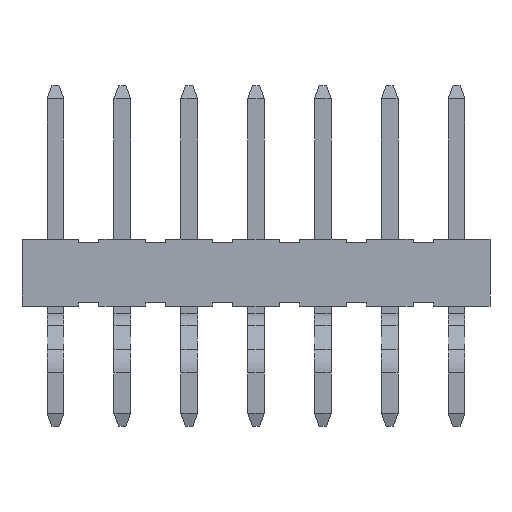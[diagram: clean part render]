
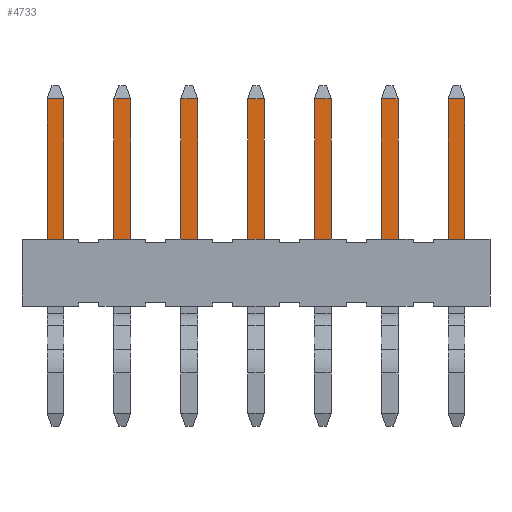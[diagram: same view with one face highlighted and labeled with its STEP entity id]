
A CAD part, front view. The second image highlights one B-rep face of the part: STEP entity #4733.
In plain terms, the highlighted face is planar.
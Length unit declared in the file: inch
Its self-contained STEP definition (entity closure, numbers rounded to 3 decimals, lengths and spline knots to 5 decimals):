
#628=ORIENTED_EDGE('',*,*,#1764,.F.);
#629=ORIENTED_EDGE('',*,*,#1765,.F.);
#630=ORIENTED_EDGE('',*,*,#1766,.T.);
#631=ORIENTED_EDGE('',*,*,#1767,.T.);
#632=ORIENTED_EDGE('',*,*,#1768,.T.);
#633=ORIENTED_EDGE('',*,*,#1769,.T.);
#634=ORIENTED_EDGE('',*,*,#1770,.T.);
#635=ORIENTED_EDGE('',*,*,#1771,.T.);
#636=ORIENTED_EDGE('',*,*,#1772,.T.);
#637=ORIENTED_EDGE('',*,*,#1773,.T.);
#638=ORIENTED_EDGE('',*,*,#1774,.T.);
#639=ORIENTED_EDGE('',*,*,#1775,.T.);
#640=ORIENTED_EDGE('',*,*,#1776,.T.);
#641=ORIENTED_EDGE('',*,*,#1777,.T.);
#642=ORIENTED_EDGE('',*,*,#1778,.T.);
#643=ORIENTED_EDGE('',*,*,#1779,.T.);
#644=ORIENTED_EDGE('',*,*,#1780,.T.);
#645=ORIENTED_EDGE('',*,*,#1781,.T.);
#646=ORIENTED_EDGE('',*,*,#1782,.T.);
#647=ORIENTED_EDGE('',*,*,#1783,.T.);
#648=ORIENTED_EDGE('',*,*,#1784,.T.);
#649=ORIENTED_EDGE('',*,*,#1785,.T.);
#650=ORIENTED_EDGE('',*,*,#1786,.T.);
#651=ORIENTED_EDGE('',*,*,#1787,.T.);
#652=ORIENTED_EDGE('',*,*,#1788,.T.);
#653=ORIENTED_EDGE('',*,*,#1789,.T.);
#654=ORIENTED_EDGE('',*,*,#1790,.T.);
#655=ORIENTED_EDGE('',*,*,#1791,.T.);
#1764=EDGE_CURVE('',#2372,#2373,#2892,.T.);
#1765=EDGE_CURVE('',#2374,#2372,#2893,.T.);
#1766=EDGE_CURVE('',#2374,#2375,#2894,.T.);
#1767=EDGE_CURVE('',#2375,#2376,#2895,.T.);
#1768=EDGE_CURVE('',#2376,#2377,#2896,.T.);
#1769=EDGE_CURVE('',#2377,#2378,#2897,.T.);
#1770=EDGE_CURVE('',#2378,#2379,#2898,.T.);
#1771=EDGE_CURVE('',#2379,#2380,#2899,.T.);
#1772=EDGE_CURVE('',#2380,#2381,#2900,.T.);
#1773=EDGE_CURVE('',#2381,#2382,#2901,.T.);
#1774=EDGE_CURVE('',#2382,#2383,#2902,.T.);
#1775=EDGE_CURVE('',#2383,#2384,#2903,.T.);
#1776=EDGE_CURVE('',#2384,#2385,#2904,.T.);
#1777=EDGE_CURVE('',#2385,#2386,#2905,.T.);
#1778=EDGE_CURVE('',#2386,#2387,#2906,.T.);
#1779=EDGE_CURVE('',#2387,#2388,#2907,.T.);
#1780=EDGE_CURVE('',#2388,#2389,#2908,.T.);
#1781=EDGE_CURVE('',#2389,#2390,#2909,.T.);
#1782=EDGE_CURVE('',#2390,#2391,#2910,.T.);
#1783=EDGE_CURVE('',#2391,#2392,#2911,.T.);
#1784=EDGE_CURVE('',#2392,#2393,#2912,.T.);
#1785=EDGE_CURVE('',#2393,#2394,#2913,.T.);
#1786=EDGE_CURVE('',#2394,#2395,#2914,.T.);
#1787=EDGE_CURVE('',#2395,#2396,#2915,.T.);
#1788=EDGE_CURVE('',#2396,#2397,#2916,.T.);
#1789=EDGE_CURVE('',#2397,#2398,#2917,.T.);
#1790=EDGE_CURVE('',#2398,#2399,#2918,.T.);
#1791=EDGE_CURVE('',#2399,#2373,#2919,.T.);
#2372=VERTEX_POINT('',#7059);
#2373=VERTEX_POINT('',#7060);
#2374=VERTEX_POINT('',#7062);
#2375=VERTEX_POINT('',#7064);
#2376=VERTEX_POINT('',#7066);
#2377=VERTEX_POINT('',#7068);
#2378=VERTEX_POINT('',#7070);
#2379=VERTEX_POINT('',#7072);
#2380=VERTEX_POINT('',#7074);
#2381=VERTEX_POINT('',#7076);
#2382=VERTEX_POINT('',#7078);
#2383=VERTEX_POINT('',#7080);
#2384=VERTEX_POINT('',#7082);
#2385=VERTEX_POINT('',#7084);
#2386=VERTEX_POINT('',#7086);
#2387=VERTEX_POINT('',#7088);
#2388=VERTEX_POINT('',#7090);
#2389=VERTEX_POINT('',#7092);
#2390=VERTEX_POINT('',#7094);
#2391=VERTEX_POINT('',#7096);
#2392=VERTEX_POINT('',#7098);
#2393=VERTEX_POINT('',#7100);
#2394=VERTEX_POINT('',#7102);
#2395=VERTEX_POINT('',#7104);
#2396=VERTEX_POINT('',#7106);
#2397=VERTEX_POINT('',#7108);
#2398=VERTEX_POINT('',#7110);
#2399=VERTEX_POINT('',#7112);
#2892=LINE('',#7058,#3524);
#2893=LINE('',#7061,#3525);
#2894=LINE('',#7063,#3526);
#2895=LINE('',#7065,#3527);
#2896=LINE('',#7067,#3528);
#2897=LINE('',#7069,#3529);
#2898=LINE('',#7071,#3530);
#2899=LINE('',#7073,#3531);
#2900=LINE('',#7075,#3532);
#2901=LINE('',#7077,#3533);
#2902=LINE('',#7079,#3534);
#2903=LINE('',#7081,#3535);
#2904=LINE('',#7083,#3536);
#2905=LINE('',#7085,#3537);
#2906=LINE('',#7087,#3538);
#2907=LINE('',#7089,#3539);
#2908=LINE('',#7091,#3540);
#2909=LINE('',#7093,#3541);
#2910=LINE('',#7095,#3542);
#2911=LINE('',#7097,#3543);
#2912=LINE('',#7099,#3544);
#2913=LINE('',#7101,#3545);
#2914=LINE('',#7103,#3546);
#2915=LINE('',#7105,#3547);
#2916=LINE('',#7107,#3548);
#2917=LINE('',#7109,#3549);
#2918=LINE('',#7111,#3550);
#2919=LINE('',#7113,#3551);
#3524=VECTOR('',#5696,39.37008);
#3525=VECTOR('',#5697,39.37008);
#3526=VECTOR('',#5698,39.37008);
#3527=VECTOR('',#5699,39.37008);
#3528=VECTOR('',#5700,39.37008);
#3529=VECTOR('',#5701,39.37008);
#3530=VECTOR('',#5702,39.37008);
#3531=VECTOR('',#5703,39.37008);
#3532=VECTOR('',#5704,39.37008);
#3533=VECTOR('',#5705,39.37008);
#3534=VECTOR('',#5706,39.37008);
#3535=VECTOR('',#5707,39.37008);
#3536=VECTOR('',#5708,39.37008);
#3537=VECTOR('',#5709,39.37008);
#3538=VECTOR('',#5710,39.37008);
#3539=VECTOR('',#5711,39.37008);
#3540=VECTOR('',#5712,39.37008);
#3541=VECTOR('',#5713,39.37008);
#3542=VECTOR('',#5714,39.37008);
#3543=VECTOR('',#5715,39.37008);
#3544=VECTOR('',#5716,39.37008);
#3545=VECTOR('',#5717,39.37008);
#3546=VECTOR('',#5718,39.37008);
#3547=VECTOR('',#5719,39.37008);
#3548=VECTOR('',#5720,39.37008);
#3549=VECTOR('',#5721,39.37008);
#3550=VECTOR('',#5722,39.37008);
#3551=VECTOR('',#5723,39.37008);
#3985=EDGE_LOOP('',(#628,#629,#630,#631,#632,#633,#634,#635,#636,#637,#638,
#639,#640,#641,#642,#643,#644,#645,#646,#647,#648,#649,#650,#651,#652,#653,
#654,#655));
#4253=FACE_BOUND('',#3985,.T.);
#4507=PLANE('',#5027);
#4733=ADVANCED_FACE('',(#4253),#4507,.F.);
#5027=AXIS2_PLACEMENT_3D('',#7057,#5694,#5695);
#5694=DIRECTION('',(0.,0.,-1.));
#5695=DIRECTION('',(-1.,0.,0.));
#5696=DIRECTION('',(-1.,0.,0.));
#5697=DIRECTION('',(0.,-1.,0.));
#5698=DIRECTION('',(-1.,0.,0.));
#5699=DIRECTION('',(0.,-1.,0.));
#5700=DIRECTION('',(-1.,0.,0.));
#5701=DIRECTION('',(0.,1.,0.));
#5702=DIRECTION('',(-1.,0.,0.));
#5703=DIRECTION('',(0.,-1.,0.));
#5704=DIRECTION('',(-1.,0.,0.));
#5705=DIRECTION('',(0.,1.,0.));
#5706=DIRECTION('',(-1.,0.,0.));
#5707=DIRECTION('',(0.,-1.,0.));
#5708=DIRECTION('',(-1.,0.,0.));
#5709=DIRECTION('',(0.,1.,0.));
#5710=DIRECTION('',(-1.,0.,0.));
#5711=DIRECTION('',(0.,-1.,0.));
#5712=DIRECTION('',(-1.,0.,0.));
#5713=DIRECTION('',(0.,1.,0.));
#5714=DIRECTION('',(-1.,0.,0.));
#5715=DIRECTION('',(0.,-1.,0.));
#5716=DIRECTION('',(-1.,0.,0.));
#5717=DIRECTION('',(0.,1.,0.));
#5718=DIRECTION('',(-1.,0.,0.));
#5719=DIRECTION('',(0.,-1.,0.));
#5720=DIRECTION('',(-1.,0.,0.));
#5721=DIRECTION('',(0.,1.,0.));
#5722=DIRECTION('',(-1.,0.,0.));
#5723=DIRECTION('',(0.,-1.,0.));
#7057=CARTESIAN_POINT('',(0.3125,0.49,-0.0575));
#7058=CARTESIAN_POINT('',(0.3125,0.23,-0.0575));
#7059=CARTESIAN_POINT('',(0.3125,0.23,-0.0575));
#7060=CARTESIAN_POINT('',(-0.3125,0.23,-0.0575));
#7061=CARTESIAN_POINT('',(0.3125,0.49,-0.0575));
#7062=CARTESIAN_POINT('',(0.3125,0.49,-0.0575));
#7063=CARTESIAN_POINT('',(0.3125,0.49,-0.0575));
#7064=CARTESIAN_POINT('',(0.2875,0.49,-0.0575));
#7065=CARTESIAN_POINT('',(0.2875,0.49,-0.0575));
#7066=CARTESIAN_POINT('',(0.2875,0.235,-0.0575));
#7067=CARTESIAN_POINT('',(0.3125,0.235,-0.0575));
#7068=CARTESIAN_POINT('',(0.2125,0.235,-0.0575));
#7069=CARTESIAN_POINT('',(0.2125,0.49,-0.0575));
#7070=CARTESIAN_POINT('',(0.2125,0.49,-0.0575));
#7071=CARTESIAN_POINT('',(0.3125,0.49,-0.0575));
#7072=CARTESIAN_POINT('',(0.1875,0.49,-0.0575));
#7073=CARTESIAN_POINT('',(0.1875,0.49,-0.0575));
#7074=CARTESIAN_POINT('',(0.1875,0.235,-0.0575));
#7075=CARTESIAN_POINT('',(0.3125,0.235,-0.0575));
#7076=CARTESIAN_POINT('',(0.1125,0.235,-0.0575));
#7077=CARTESIAN_POINT('',(0.1125,0.49,-0.0575));
#7078=CARTESIAN_POINT('',(0.1125,0.49,-0.0575));
#7079=CARTESIAN_POINT('',(0.3125,0.49,-0.0575));
#7080=CARTESIAN_POINT('',(0.0875,0.49,-0.0575));
#7081=CARTESIAN_POINT('',(0.0875,0.49,-0.0575));
#7082=CARTESIAN_POINT('',(0.0875,0.235,-0.0575));
#7083=CARTESIAN_POINT('',(0.3125,0.235,-0.0575));
#7084=CARTESIAN_POINT('',(0.0125,0.235,-0.0575));
#7085=CARTESIAN_POINT('',(0.0125,0.49,-0.0575));
#7086=CARTESIAN_POINT('',(0.0125,0.49,-0.0575));
#7087=CARTESIAN_POINT('',(0.3125,0.49,-0.0575));
#7088=CARTESIAN_POINT('',(-0.0125,0.49,-0.0575));
#7089=CARTESIAN_POINT('',(-0.0125,0.49,-0.0575));
#7090=CARTESIAN_POINT('',(-0.0125,0.235,-0.0575));
#7091=CARTESIAN_POINT('',(0.3125,0.235,-0.0575));
#7092=CARTESIAN_POINT('',(-0.0875,0.235,-0.0575));
#7093=CARTESIAN_POINT('',(-0.0875,0.49,-0.0575));
#7094=CARTESIAN_POINT('',(-0.0875,0.49,-0.0575));
#7095=CARTESIAN_POINT('',(0.3125,0.49,-0.0575));
#7096=CARTESIAN_POINT('',(-0.1125,0.49,-0.0575));
#7097=CARTESIAN_POINT('',(-0.1125,0.49,-0.0575));
#7098=CARTESIAN_POINT('',(-0.1125,0.235,-0.0575));
#7099=CARTESIAN_POINT('',(0.3125,0.235,-0.0575));
#7100=CARTESIAN_POINT('',(-0.1875,0.235,-0.0575));
#7101=CARTESIAN_POINT('',(-0.1875,0.49,-0.0575));
#7102=CARTESIAN_POINT('',(-0.1875,0.49,-0.0575));
#7103=CARTESIAN_POINT('',(0.3125,0.49,-0.0575));
#7104=CARTESIAN_POINT('',(-0.2125,0.49,-0.0575));
#7105=CARTESIAN_POINT('',(-0.2125,0.49,-0.0575));
#7106=CARTESIAN_POINT('',(-0.2125,0.235,-0.0575));
#7107=CARTESIAN_POINT('',(0.3125,0.235,-0.0575));
#7108=CARTESIAN_POINT('',(-0.2875,0.235,-0.0575));
#7109=CARTESIAN_POINT('',(-0.2875,0.49,-0.0575));
#7110=CARTESIAN_POINT('',(-0.2875,0.49,-0.0575));
#7111=CARTESIAN_POINT('',(0.3125,0.49,-0.0575));
#7112=CARTESIAN_POINT('',(-0.3125,0.49,-0.0575));
#7113=CARTESIAN_POINT('',(-0.3125,0.49,-0.0575));
